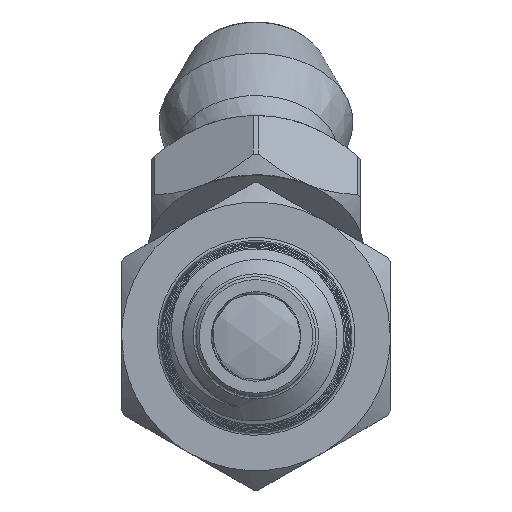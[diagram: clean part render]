
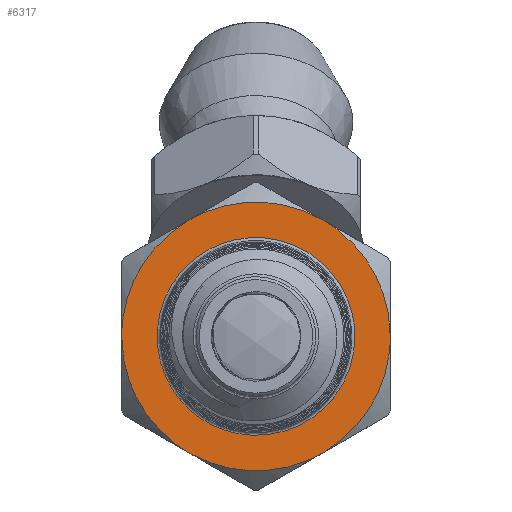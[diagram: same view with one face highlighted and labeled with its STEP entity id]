
A CAD part, front view. The second image highlights one B-rep face of the part: STEP entity #6317.
In plain terms, the highlighted free-form (B-spline) face has degree [1, 1] with [2, 2] control points.
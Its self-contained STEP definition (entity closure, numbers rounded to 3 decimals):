
#1785 = VERTEX_POINT('',#1786);
#1786 = CARTESIAN_POINT('',(-2.506,6.348,
    4.34));
#1797 = EDGE_CURVE('',#1798,#1785,#1800,.T.);
#1798 = VERTEX_POINT('',#1799);
#1799 = CARTESIAN_POINT('',(2.506,6.348,4.34
    ));
#1800 = ( BOUNDED_CURVE() B_SPLINE_CURVE(2,(#1801,#1802,#1803),
.UNSPECIFIED.,.F.,.F.) B_SPLINE_CURVE_WITH_KNOTS((3,3),(1.047,
2.094),.PIECEWISE_BEZIER_KNOTS.) CURVE() 
GEOMETRIC_REPRESENTATION_ITEM() RATIONAL_B_SPLINE_CURVE((1.,
0.866,1.)) REPRESENTATION_ITEM('') );
#1801 = CARTESIAN_POINT('',(2.506,6.348,4.34
    ));
#1802 = CARTESIAN_POINT('',(0.,6.348,
    5.787));
#1803 = CARTESIAN_POINT('',(-2.506,6.348,
    4.34));
#1824 = EDGE_CURVE('',#1785,#1825,#1827,.T.);
#1825 = VERTEX_POINT('',#1826);
#1826 = CARTESIAN_POINT('',(-5.012,6.348,
    0.));
#1827 = ( BOUNDED_CURVE() B_SPLINE_CURVE(2,(#1828,#1829,#1830),
.UNSPECIFIED.,.F.,.F.) B_SPLINE_CURVE_WITH_KNOTS((3,3),(2.094,
3.142),.PIECEWISE_BEZIER_KNOTS.) CURVE() 
GEOMETRIC_REPRESENTATION_ITEM() RATIONAL_B_SPLINE_CURVE((1.,
0.866,1.)) REPRESENTATION_ITEM('') );
#1828 = CARTESIAN_POINT('',(-2.506,6.348,
    4.34));
#1829 = CARTESIAN_POINT('',(-5.012,6.348,
    2.894));
#1830 = CARTESIAN_POINT('',(-5.012,6.348,
    0.));
#1863 = EDGE_CURVE('',#1825,#1864,#1866,.T.);
#1864 = VERTEX_POINT('',#1865);
#1865 = CARTESIAN_POINT('',(-2.506,6.348,
    -4.34));
#1866 = ( BOUNDED_CURVE() B_SPLINE_CURVE(2,(#1867,#1868,#1869),
.UNSPECIFIED.,.F.,.F.) B_SPLINE_CURVE_WITH_KNOTS((3,3),(3.142,
4.189),.PIECEWISE_BEZIER_KNOTS.) CURVE() 
GEOMETRIC_REPRESENTATION_ITEM() RATIONAL_B_SPLINE_CURVE((1.,
0.866,1.)) REPRESENTATION_ITEM('') );
#1867 = CARTESIAN_POINT('',(-5.012,6.348,
    0.));
#1868 = CARTESIAN_POINT('',(-5.012,6.348,
    -2.894));
#1869 = CARTESIAN_POINT('',(-2.506,6.348,
    -4.34));
#1904 = EDGE_CURVE('',#1864,#1905,#1907,.T.);
#1905 = VERTEX_POINT('',#1906);
#1906 = CARTESIAN_POINT('',(2.506,6.348,
    -4.34));
#1907 = ( BOUNDED_CURVE() B_SPLINE_CURVE(2,(#1908,#1909,#1910),
.UNSPECIFIED.,.F.,.F.) B_SPLINE_CURVE_WITH_KNOTS((3,3),(4.189,
5.236),.PIECEWISE_BEZIER_KNOTS.) CURVE() 
GEOMETRIC_REPRESENTATION_ITEM() RATIONAL_B_SPLINE_CURVE((1.,
0.866,1.)) REPRESENTATION_ITEM('') );
#1908 = CARTESIAN_POINT('',(-2.506,6.348,
    -4.34));
#1909 = CARTESIAN_POINT('',(0.,6.348,
    -5.787));
#1910 = CARTESIAN_POINT('',(2.506,6.348,
    -4.34));
#1943 = EDGE_CURVE('',#1905,#1944,#1946,.T.);
#1944 = VERTEX_POINT('',#1945);
#1945 = CARTESIAN_POINT('',(5.012,6.348,
    0.));
#1946 = ( BOUNDED_CURVE() B_SPLINE_CURVE(2,(#1947,#1948,#1949),
.UNSPECIFIED.,.F.,.F.) B_SPLINE_CURVE_WITH_KNOTS((3,3),(5.236,
6.283),.PIECEWISE_BEZIER_KNOTS.) CURVE() 
GEOMETRIC_REPRESENTATION_ITEM() RATIONAL_B_SPLINE_CURVE((1.,
0.866,1.)) REPRESENTATION_ITEM('') );
#1947 = CARTESIAN_POINT('',(2.506,6.348,
    -4.34));
#1948 = CARTESIAN_POINT('',(5.012,6.348,
    -2.894));
#1949 = CARTESIAN_POINT('',(5.012,6.348,
    0.));
#1982 = EDGE_CURVE('',#1944,#1798,#1983,.T.);
#1983 = ( BOUNDED_CURVE() B_SPLINE_CURVE(2,(#1984,#1985,#1986),
.UNSPECIFIED.,.F.,.F.) B_SPLINE_CURVE_WITH_KNOTS((3,3),(0.,
1.047),.PIECEWISE_BEZIER_KNOTS.) CURVE() 
GEOMETRIC_REPRESENTATION_ITEM() RATIONAL_B_SPLINE_CURVE((1.,
0.866,1.)) REPRESENTATION_ITEM('') );
#1984 = CARTESIAN_POINT('',(5.012,6.348,
    0.));
#1985 = CARTESIAN_POINT('',(5.012,6.348,2.894
    ));
#1986 = CARTESIAN_POINT('',(2.506,6.348,4.34
    ));
#6317 = ADVANCED_FACE('',(#6318,#6326),#6340,.T.);
#6318 = FACE_BOUND('',#6319,.T.);
#6319 = EDGE_LOOP('',(#6320,#6321,#6322,#6323,#6324,#6325));
#6320 = ORIENTED_EDGE('',*,*,#1982,.T.);
#6321 = ORIENTED_EDGE('',*,*,#1797,.T.);
#6322 = ORIENTED_EDGE('',*,*,#1824,.T.);
#6323 = ORIENTED_EDGE('',*,*,#1863,.T.);
#6324 = ORIENTED_EDGE('',*,*,#1904,.T.);
#6325 = ORIENTED_EDGE('',*,*,#1943,.T.);
#6326 = FACE_BOUND('',#6327,.T.);
#6327 = EDGE_LOOP('',(#6328));
#6328 = ORIENTED_EDGE('',*,*,#6329,.T.);
#6329 = EDGE_CURVE('',#6330,#6330,#6332,.T.);
#6330 = VERTEX_POINT('',#6331);
#6331 = CARTESIAN_POINT('',(3.69,6.348,
    0.));
#6332 = ( BOUNDED_CURVE() B_SPLINE_CURVE(2,(#6333,#6334,#6335,#6336,
#6337,#6338,#6339),.UNSPECIFIED.,.T.,.F.) B_SPLINE_CURVE_WITH_KNOTS((1,2
    ,2,2,2,1),(-2.094,0.,2.094,4.189,
6.283,8.378),.UNSPECIFIED.) CURVE() 
GEOMETRIC_REPRESENTATION_ITEM() RATIONAL_B_SPLINE_CURVE((1.,0.5,1.,0.5,
1.,0.5,1.)) REPRESENTATION_ITEM('') );
#6333 = CARTESIAN_POINT('',(3.69,6.348,
    0.));
#6334 = CARTESIAN_POINT('',(3.69,6.348,
    -6.39));
#6335 = CARTESIAN_POINT('',(-1.845,6.348,
    -3.195));
#6336 = CARTESIAN_POINT('',(-7.379,6.348,
    0.));
#6337 = CARTESIAN_POINT('',(-1.845,6.348,
    3.195));
#6338 = CARTESIAN_POINT('',(3.69,6.348,6.39
    ));
#6339 = CARTESIAN_POINT('',(3.69,6.348,
    0.));
#6340 = B_SPLINE_SURFACE_WITH_KNOTS('',1,1,(
    (#6341,#6342)
    ,(#6343,#6344
    )),.UNSPECIFIED.,.F.,.F.,.F.,(2,2),(2,2),(-4.5,4.5),(-9.646
    ,-0.646),.PIECEWISE_BEZIER_KNOTS.);
#6341 = CARTESIAN_POINT('',(-5.012,6.348,
    -5.012));
#6342 = CARTESIAN_POINT('',(-5.012,6.348,
    5.012));
#6343 = CARTESIAN_POINT('',(5.012,6.348,
    -5.012));
#6344 = CARTESIAN_POINT('',(5.012,6.348,5.012
    ));
